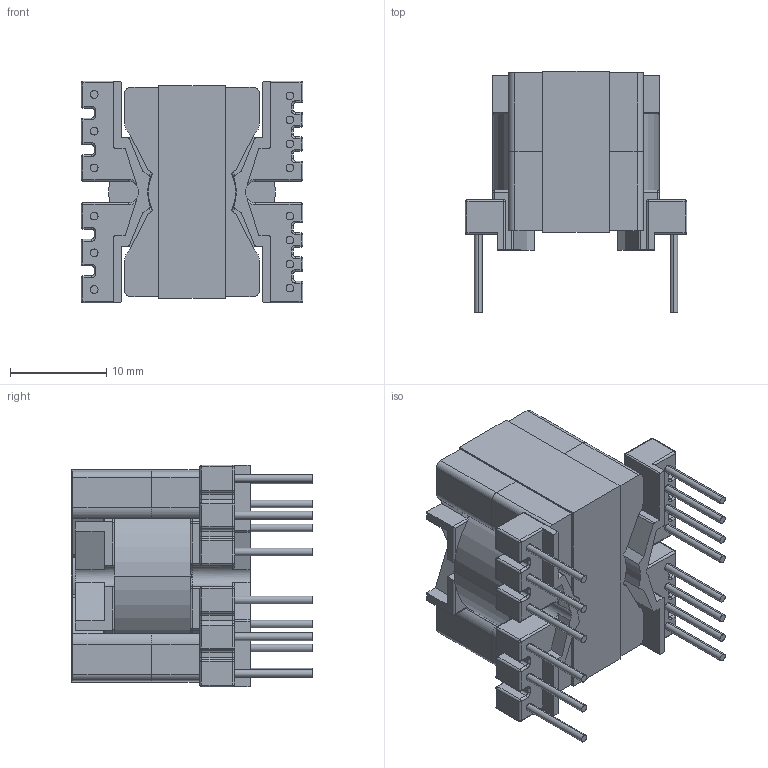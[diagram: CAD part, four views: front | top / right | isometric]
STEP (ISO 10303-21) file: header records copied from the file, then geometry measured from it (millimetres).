
FILE_DESCRIPTION (( 'STEP AP214' ), '1' );
FILE_NAME ('PQ2016_5674.STEP', '2019-02-01T14:29:21', ( '' ), ( '' ), 'SwSTEP 2.0', 'SolidWorks 2017', '' );
FILE_SCHEMA (( 'AUTOMOTIVE_DESIGN' ));
Length unit declared in the file: millimetre
Products named in the file (5): 070-5674_coil; 070-5674_6D; 440-8029-0240; 150-0240_6G; PQ2016_5674
Assembly tree (5 placements, depth 2):
  PQ2016_5674
    150-0240_6G  x2
    440-8029-0240
    070-5674_6D
    070-5674_coil
Bounding box: 23.02 x 25.05 x 23.02 mm (x, y, z)
Volume: 5745.5 mm3; surface area: 7371.7 mm2
Topology: 5 solids, 5 shells, 616 faces, 1526 edges, 869 vertices
Faces by surface type: cylinder 268, plane 225, sphere 64, torus 59
Entity records: 16856 total; most frequent: DIRECTION 3024, CARTESIAN_POINT 2863, ORIENTED_EDGE 2668, EDGE_CURVE 1334, AXIS2_PLACEMENT_3D 1142, VERTEX_POINT 785, LINE 740, VECTOR 740
